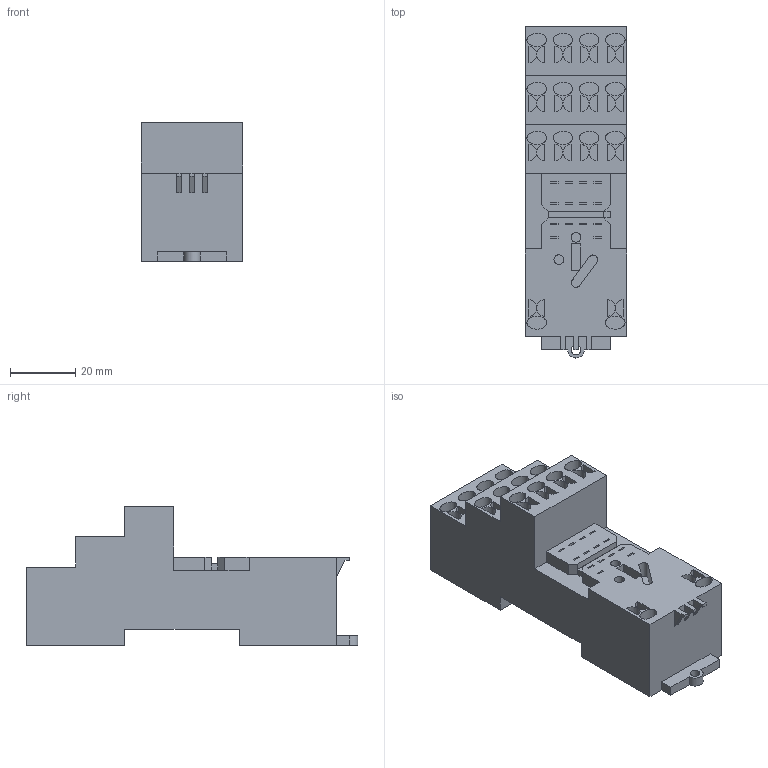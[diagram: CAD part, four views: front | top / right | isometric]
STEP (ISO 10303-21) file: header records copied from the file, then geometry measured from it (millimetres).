
FILE_DESCRIPTION((''),'2;1');
FILE_NAME('GZMB2.stp','2015-07-27T10:10:42',('CAD Station'),(''),'Autodesk Inventor 2013','Autodesk Inventor 2013','');
FILE_SCHEMA(('CONFIG_CONTROL_DESIGN'));
Length unit declared in the file: millimetre
Products named in the file (1): GZMB2
Bounding box: 31 x 101.5 x 42.5 mm (x, y, z)
Volume: 78909.3 mm3; surface area: 18277 mm2
Topology: 1 solids, 1 shells, 257 faces, 623 edges, 406 vertices
Faces by surface type: plane 209, cylinder 34, bspline 14
Full cylindrical faces by diameter (mm): 3 x3
Entity records: 7736 total; most frequent: CARTESIAN_POINT 1522, DIRECTION 1248, ORIENTED_EDGE 1240, EDGE_CURVE 620, VECTOR 480, LINE 480, VERTEX_POINT 406, AXIS2_PLACEMENT_3D 384
